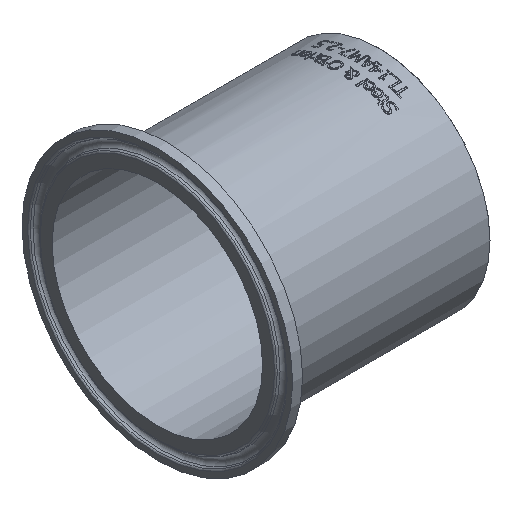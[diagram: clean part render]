
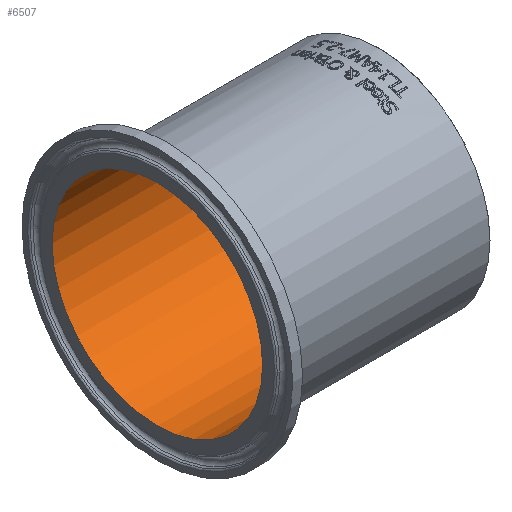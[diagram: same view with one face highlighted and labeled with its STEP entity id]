
A CAD part, isometric view. The second image highlights one B-rep face of the part: STEP entity #6507.
In plain terms, the highlighted cylindrical face has radius 30.099 mm (diameter 60.198 mm), a full revolution.
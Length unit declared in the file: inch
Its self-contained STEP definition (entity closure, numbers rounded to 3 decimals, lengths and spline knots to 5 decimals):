
#102=FACE_BOUND('',#1183,.T.);
#781=FACE_OUTER_BOUND('',#1182,.T.);
#1182=EDGE_LOOP('',(#6063));
#1183=EDGE_LOOP('',(#6064));
#1370=CIRCLE('',#6932,1.185);
#1372=CIRCLE('',#6936,1.185);
#3209=VERTEX_POINT('',#13875);
#3211=VERTEX_POINT('',#13881);
#4166=EDGE_CURVE('',#3209,#3209,#1370,.T.);
#4168=EDGE_CURVE('',#3211,#3211,#1372,.T.);
#6063=ORIENTED_EDGE('',*,*,#4168,.F.);
#6064=ORIENTED_EDGE('',*,*,#4166,.F.);
#6127=CYLINDRICAL_SURFACE('',#6935,1.185);
#6507=ADVANCED_FACE('',(#781,#102),#6127,.F.);
#6932=AXIS2_PLACEMENT_3D('',#13876,#8232,#8233);
#6935=AXIS2_PLACEMENT_3D('',#13880,#8238,#8239);
#6936=AXIS2_PLACEMENT_3D('',#13882,#8240,#8241);
#8232=DIRECTION('center_axis',(-1.,0.,0.));
#8233=DIRECTION('ref_axis',(0.,-1.,0.));
#8238=DIRECTION('center_axis',(1.,0.,0.));
#8239=DIRECTION('ref_axis',(0.,1.,0.));
#8240=DIRECTION('center_axis',(1.,0.,0.));
#8241=DIRECTION('ref_axis',(0.,0.,-1.));
#13875=CARTESIAN_POINT('',(2.495,1.185,0.));
#13876=CARTESIAN_POINT('Origin',(2.495,0.,0.));
#13880=CARTESIAN_POINT('Origin',(1.25,0.,0.));
#13881=CARTESIAN_POINT('',(0.,1.185,0.));
#13882=CARTESIAN_POINT('Origin',(0.,0.,0.));
